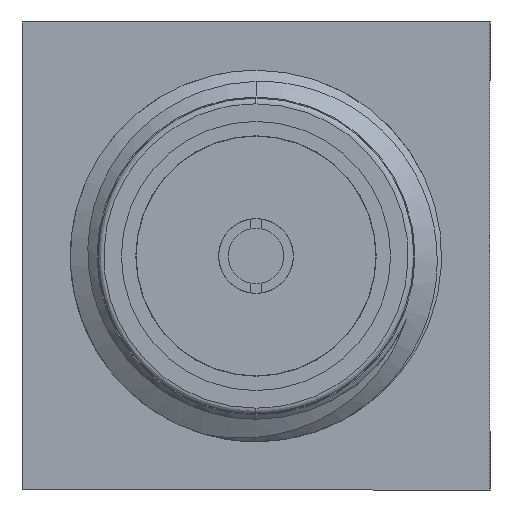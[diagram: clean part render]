
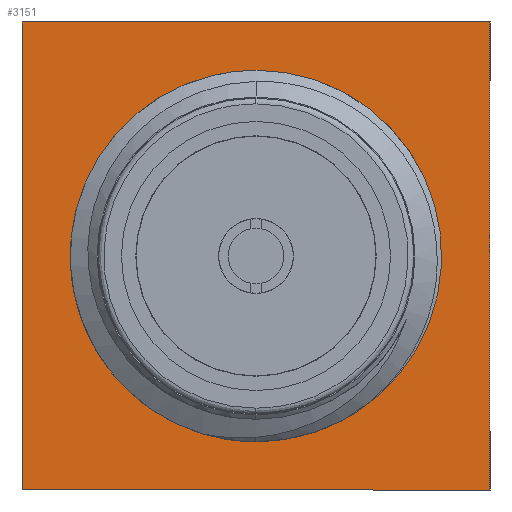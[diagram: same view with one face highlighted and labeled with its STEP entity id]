
A CAD part, left-side view. The second image highlights one B-rep face of the part: STEP entity #3151.
In plain terms, the highlighted planar face has unit normal (-1, 0, 0).
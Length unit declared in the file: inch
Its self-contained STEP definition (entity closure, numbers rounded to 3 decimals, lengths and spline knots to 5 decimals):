
#138 = CARTESIAN_POINT ( 'NONE',  ( 0.31024, -0.15748, 0.15748 ) ) ;
#180 = VERTEX_POINT ( 'NONE', #3466 ) ;
#228 = VERTEX_POINT ( 'NONE', #1112 ) ;
#254 = ORIENTED_EDGE ( 'NONE', *, *, #2507, .T. ) ;
#321 = FACE_OUTER_BOUND ( 'NONE', #1467, .T. ) ;
#348 = CARTESIAN_POINT ( 'NONE',  ( 0.31024, 0.15748, 0.15748 ) ) ;
#352 = VECTOR ( 'NONE', #1290, 39.37008 ) ;
#431 = VERTEX_POINT ( 'NONE', #348 ) ;
#480 = ORIENTED_EDGE ( 'NONE', *, *, #2704, .T. ) ;
#579 = DIRECTION ( 'NONE',  ( 0., 0., -1. ) ) ;
#631 = CARTESIAN_POINT ( 'NONE',  ( 0.31024, 0., 0.1063 ) ) ;
#827 = CARTESIAN_POINT ( 'NONE',  ( 0.31024, -0.15748, -0.15748 ) ) ;
#893 = DIRECTION ( 'NONE',  ( -1., 0., 0. ) ) ;
#949 = EDGE_LOOP ( 'NONE', ( #955, #480 ) ) ;
#955 = ORIENTED_EDGE ( 'NONE', *, *, #3451, .T. ) ;
#1004 = LINE ( 'NONE', #138, #3563 ) ;
#1007 = DIRECTION ( 'NONE',  ( 0., -1., 0. ) ) ;
#1054 = EDGE_CURVE ( 'NONE', #3517, #228, #1004, .T. ) ;
#1112 = CARTESIAN_POINT ( 'NONE',  ( 0.31024, -0.15748, 0.15748 ) ) ;
#1290 = DIRECTION ( 'NONE',  ( 0., 1., 0. ) ) ;
#1467 = EDGE_LOOP ( 'NONE', ( #2937, #3481, #2733, #254 ) ) ;
#1620 = VECTOR ( 'NONE', #3412, 39.37008 ) ;
#1771 = CARTESIAN_POINT ( 'NONE',  ( 0.31024, 0., 0. ) ) ;
#1907 = LINE ( 'NONE', #2212, #2177 ) ;
#2051 = DIRECTION ( 'NONE',  ( 0., 0., 1. ) ) ;
#2177 = VECTOR ( 'NONE', #1007, 39.37008 ) ;
#2212 = CARTESIAN_POINT ( 'NONE',  ( 0.31024, 0.15748, -0.15748 ) ) ;
#2308 = EDGE_CURVE ( 'NONE', #180, #3517, #1907, .T. ) ;
#2339 = FACE_BOUND ( 'NONE', #949, .T. ) ;
#2340 = DIRECTION ( 'NONE',  ( 1., 0., 0. ) ) ;
#2357 = CARTESIAN_POINT ( 'NONE',  ( 0.31024, 0., 0. ) ) ;
#2369 = EDGE_CURVE ( 'NONE', #228, #431, #3375, .T. ) ;
#2483 = AXIS2_PLACEMENT_3D ( 'NONE', #1771, #2957, #579 ) ;
#2507 = EDGE_CURVE ( 'NONE', #431, #180, #3723, .T. ) ;
#2618 = CARTESIAN_POINT ( 'NONE',  ( 0.31024, 0., 0. ) ) ;
#2704 = EDGE_CURVE ( 'NONE', #3480, #3528, #3053, .T. ) ;
#2733 = ORIENTED_EDGE ( 'NONE', *, *, #2369, .T. ) ;
#2937 = ORIENTED_EDGE ( 'NONE', *, *, #2308, .T. ) ;
#2957 = DIRECTION ( 'NONE',  ( 1., 0., 0. ) ) ;
#3044 = DIRECTION ( 'NONE',  ( 0., 0., 1. ) ) ;
#3053 = CIRCLE ( 'NONE', #2483, 0.1063 ) ;
#3126 = AXIS2_PLACEMENT_3D ( 'NONE', #2357, #893, #2051 ) ;
#3127 = CARTESIAN_POINT ( 'NONE',  ( 0.31024, 0.15748, 0.15748 ) ) ;
#3151 = ADVANCED_FACE ( 'NONE', ( #2339, #321 ), #3533, .T. ) ;
#3188 = AXIS2_PLACEMENT_3D ( 'NONE', #2618, #2340, #3801 ) ;
#3375 = LINE ( 'NONE', #3615, #352 ) ;
#3377 = CARTESIAN_POINT ( 'NONE',  ( 0.31024, 0., -0.1063 ) ) ;
#3412 = DIRECTION ( 'NONE',  ( 0., 0., -1. ) ) ;
#3451 = EDGE_CURVE ( 'NONE', #3528, #3480, #3625, .T. ) ;
#3466 = CARTESIAN_POINT ( 'NONE',  ( 0.31024, 0.15748, -0.15748 ) ) ;
#3480 = VERTEX_POINT ( 'NONE', #631 ) ;
#3481 = ORIENTED_EDGE ( 'NONE', *, *, #1054, .T. ) ;
#3517 = VERTEX_POINT ( 'NONE', #827 ) ;
#3528 = VERTEX_POINT ( 'NONE', #3377 ) ;
#3533 = PLANE ( 'NONE',  #3126 ) ;
#3563 = VECTOR ( 'NONE', #3044, 39.37008 ) ;
#3615 = CARTESIAN_POINT ( 'NONE',  ( 0.31024, 0.15748, 0.15748 ) ) ;
#3625 = CIRCLE ( 'NONE', #3188, 0.1063 ) ;
#3723 = LINE ( 'NONE', #3127, #1620 ) ;
#3801 = DIRECTION ( 'NONE',  ( 0., 0., -1. ) ) ;
